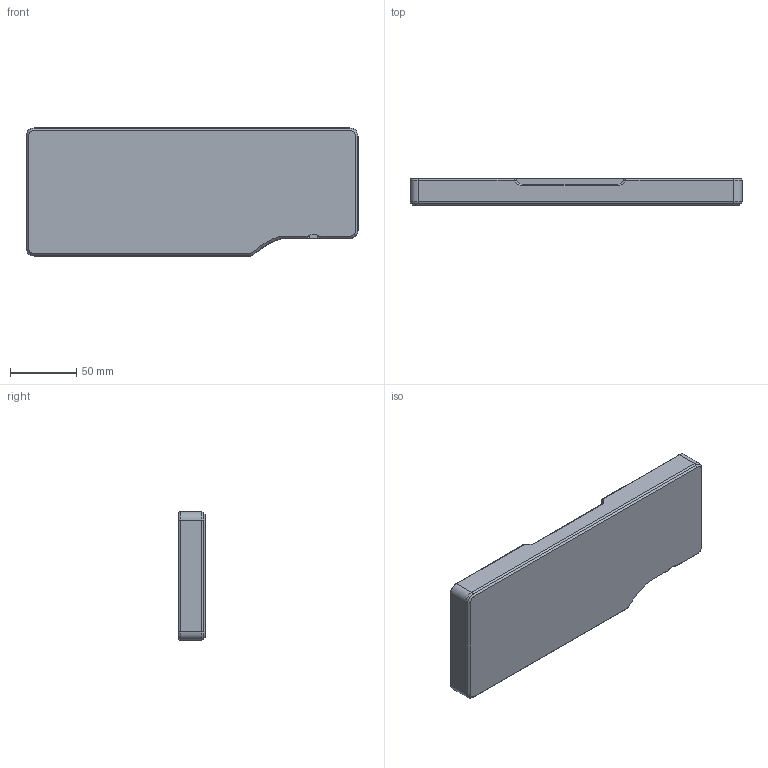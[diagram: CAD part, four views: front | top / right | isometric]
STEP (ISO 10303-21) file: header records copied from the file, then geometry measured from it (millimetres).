
FILE_DESCRIPTION(/* description */ (''),/* implementation_level */ '2;1');
FILE_NAME(/* name */ 'P3NV4N.step',/* time_stamp */ '2021-07-28T08:07:11-04:00',/* author */ (''),/* organization */ (''),/* preprocessor_version */ 'ST-DEVELOPER v18.1',/* originating_system */ 'Autodesk Translation Framework v10.9.0.1377',/* authorisation */ '');
FILE_SCHEMA (('AUTOMOTIVE_DESIGN { 1 0 10303 214 3 1 1 }'));
Length unit declared in the file: millimetre
Products named in the file (2): ProperVan; Case
Assembly tree (1 placements, depth 2):
  ProperVan
    Case
Bounding box: 250.5 x 20 x 96.75 mm (x, y, z)
Volume: 136945.3 mm3; surface area: 70207.2 mm2
Topology: 1 solids, 1 shells, 118 faces, 268 edges, 165 vertices
Faces by surface type: plane 44, cylinder 44, torus 19, bspline 6, cone 5
Full cylindrical faces by diameter (mm): 1.8 x7, 4 x7
Entity records: 3584 total; most frequent: CARTESIAN_POINT 808, DIRECTION 618, ORIENTED_EDGE 536, EDGE_CURVE 268, AXIS2_PLACEMENT_3D 245, VERTEX_POINT 165, EDGE_LOOP 133, LINE 128
